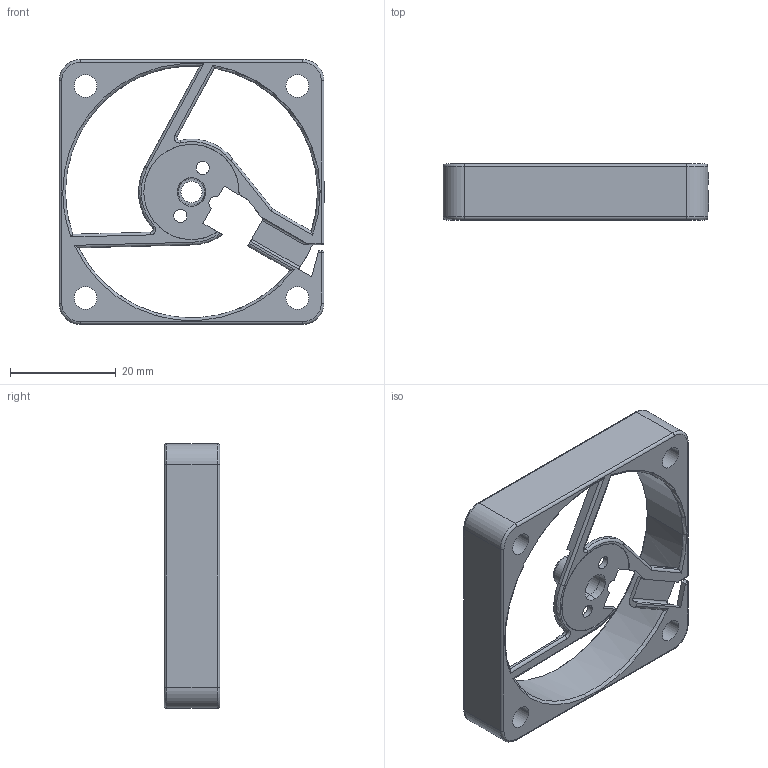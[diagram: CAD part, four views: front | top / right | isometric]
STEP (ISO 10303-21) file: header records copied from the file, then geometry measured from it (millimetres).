
FILE_DESCRIPTION((''),'2;1');
FILE_NAME('230FR05010AXXXXX-B','2018-02-27T',('a000585'),(''),'PRO/ENGINEER BY PARAMETRIC TECHNOLOGY CORPORATION, 2012360','PRO/ENGINEER BY PARAMETRIC TECHNOLOGY CORPORATION, 2012360','');
FILE_SCHEMA(('CONFIG_CONTROL_DESIGN'));
Length unit declared in the file: millimetre
Products named in the file (1): 230FR05010AXXXXX-B
Bounding box: 50.2 x 10.5 x 50 mm (x, y, z)
Volume: 5683.2 mm3; surface area: 7975.3 mm2
Topology: 1 solids, 1 shells, 222 faces, 574 edges, 362 vertices
Faces by surface type: cylinder 113, plane 73, torus 18, cone 16, bspline 1, sphere 1
Entity records: 7000 total; most frequent: CARTESIAN_POINT 1349, DIRECTION 1238, ORIENTED_EDGE 1148, EDGE_CURVE 574, AXIS2_PLACEMENT_3D 472, VERTEX_POINT 362, VECTOR 294, LINE 294
